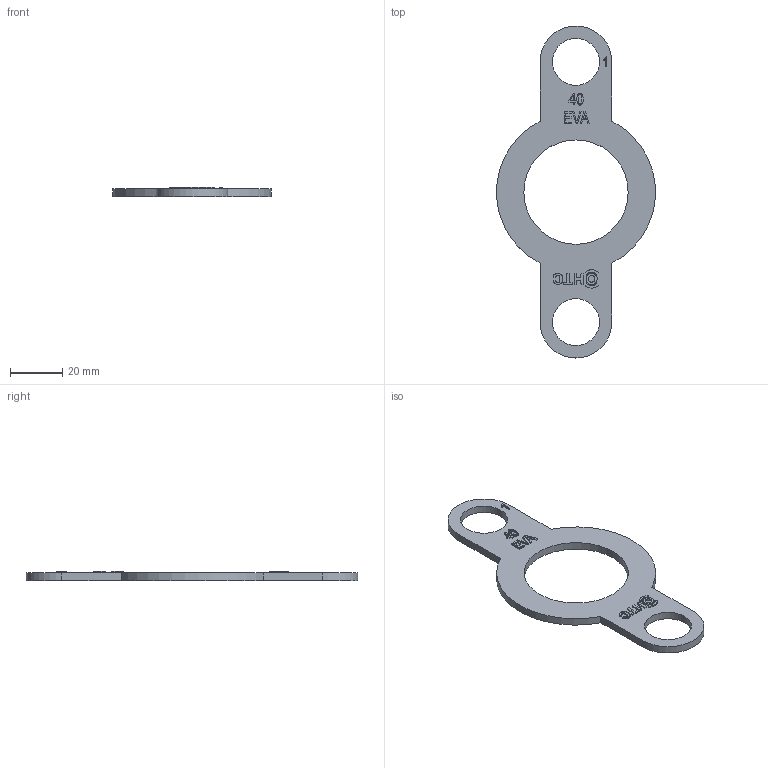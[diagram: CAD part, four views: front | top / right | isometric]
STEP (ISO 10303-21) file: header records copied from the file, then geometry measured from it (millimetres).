
FILE_DESCRIPTION(/* description */ (''),/* implementation_level */ '2;1');
FILE_NAME(/* name */ 'AF0709.000.040.step',/* time_stamp */ '2026-02-11T11:08:34+01:00',/* author */ (''),/* organization */ (''),/* preprocessor_version */ 'ST-DEVELOPER v20.1',/* originating_system */ 'Autodesk Translation Framework v14.24.0.0',/* authorisation */ '');
FILE_SCHEMA (('AUTOMOTIVE_DESIGN { 1 0 10303 214 3 1 1 }'));
Length unit declared in the file: millimetre
Products named in the file (1): 2026-02-11-07-59-12-360
Bounding box: 60.78 x 127.3 x 3.5 mm (x, y, z)
Volume: 8662.9 mm3; surface area: 7510.6 mm2
Topology: 1 solids, 1 shells, 202 faces, 552 edges, 368 vertices
Faces by surface type: plane 104, bspline 91, cylinder 7
Full cylindrical faces by diameter (mm): 18 x2, 40 x1
Entity records: 6769 total; most frequent: CARTESIAN_POINT 2352, ORIENTED_EDGE 1104, DIRECTION 636, EDGE_CURVE 552, VERTEX_POINT 368, LINE 356, VECTOR 356, EDGE_LOOP 224
